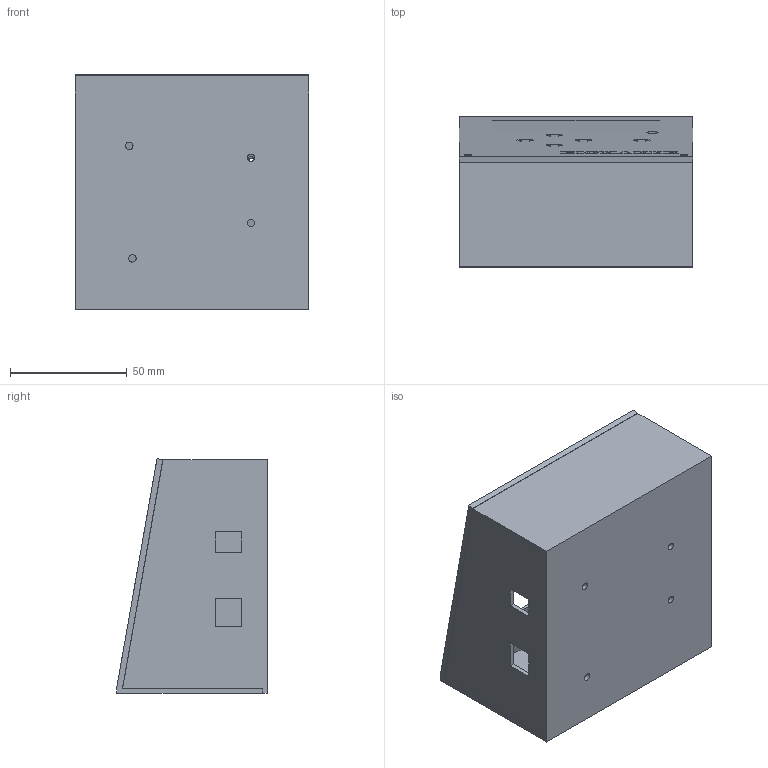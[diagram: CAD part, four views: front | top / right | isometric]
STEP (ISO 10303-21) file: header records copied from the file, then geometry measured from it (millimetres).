
FILE_DESCRIPTION(/* description */ (''),/* implementation_level */ '2;1');
FILE_NAME(/* name */ 'MCU v3.step',/* time_stamp */ '2017-10-29T17:59:45+00:00',/* author */ (''),/* organization */ (''),/* preprocessor_version */ 'ST-DEVELOPER v16.13',/* originating_system */ 'Autodesk Translation Framework v6.5.0.72',/* authorisation */ '');
FILE_SCHEMA (('AUTOMOTIVE_DESIGN { 1 0 10303 214 3 1 1 }'));
Length unit declared in the file: millimetre
Products named in the file (1): MCU
Bounding box: 100 x 64.5 x 100.59 mm (x, y, z)
Volume: 85535.5 mm3; surface area: 85636 mm2
Topology: 3 solids, 3 shells, 588 faces, 1711 edges, 1134 vertices
Faces by surface type: bspline 277, plane 207, cylinder 104
Full cylindrical faces by diameter (mm): 2.529 x22, 2.6 x20, 3.086 x22, 3.2 x10, 3.3 x2, 5 x1
Entity records: 25596 total; most frequent: CARTESIAN_POINT 11881, ORIENTED_EDGE 3422, DIRECTION 1824, EDGE_CURVE 1711, VERTEX_POINT 1134, LINE 910, VECTOR 910, EDGE_LOOP 669
